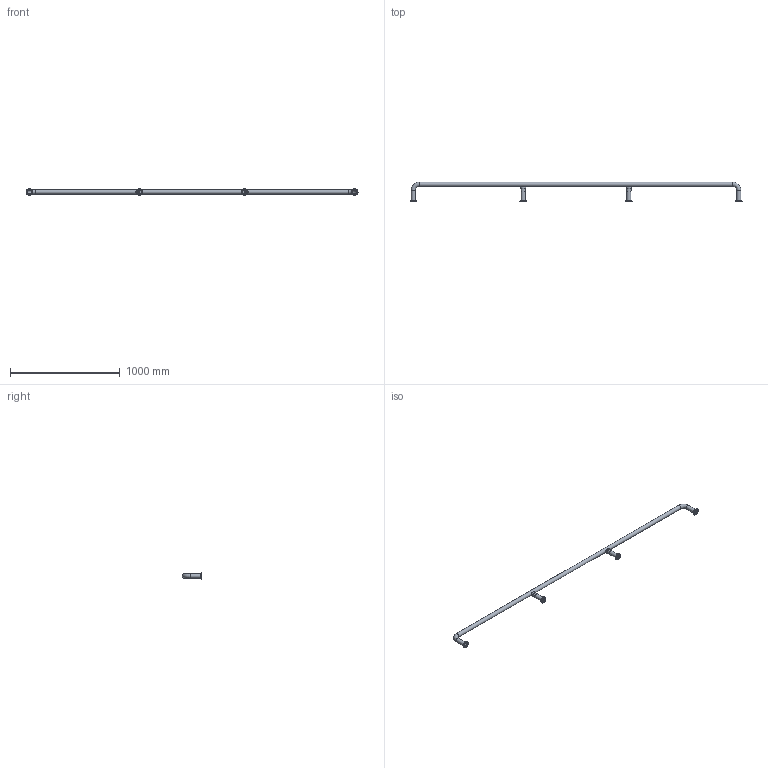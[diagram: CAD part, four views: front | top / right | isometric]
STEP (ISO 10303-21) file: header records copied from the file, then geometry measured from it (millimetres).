
FILE_DESCRIPTION(('STEP AP214'), '1');
FILE_NAME('KPSÎ706', '2014-12-26T12:06:46', ('UNSPECIFIED'), ('UNSPECIFIED'), 'ASCON STEP Converter 1.3', 'ASCON Math Kernel', '');
FILE_SCHEMA(('AUTOMOTIVE_DESIGN { 1 0 10303 214 3 1 1}'));
Length unit declared in the file: millimetre
Products named in the file (8): 2; 1; 3; 4; 5; 6; 7
Assembly tree (10 placements, depth 3):
  (unnamed)
    2  x2
    1  x2
      2
      3
      4
      5
      6
      7
Bounding box: 3022 x 179 x 60 mm (x, y, z)
Volume: 438216.2 mm3; surface area: 881930.1 mm2
Topology: 17 solids, 17 shells, 108 faces, 186 edges, 118 vertices
Faces by surface type: cylinder 36, plane 36, torus 26, bspline 8, sphere 2
Full cylindrical faces by diameter (mm): 5 x2, 6 x8, 34.1 x2, 36 x3, 36.1 x4, 37.1 x4, 38 x3, 38.1 x2, 38.4 x4
Entity records: 4054 total; most frequent: CARTESIAN_POINT 2230, DIRECTION 194, ORIENTED_EDGE 120, EDGE_LOOP 102, AXIS2_PLACEMENT_3D 97, COLOUR_RGB 60, FILL_AREA_STYLE_COLOUR 60, FILL_AREA_STYLE 60
